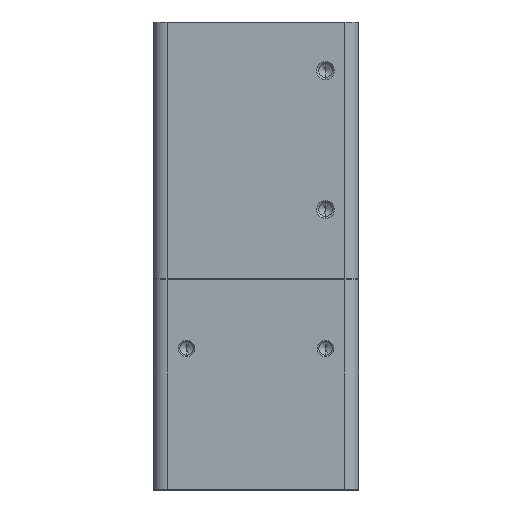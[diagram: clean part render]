
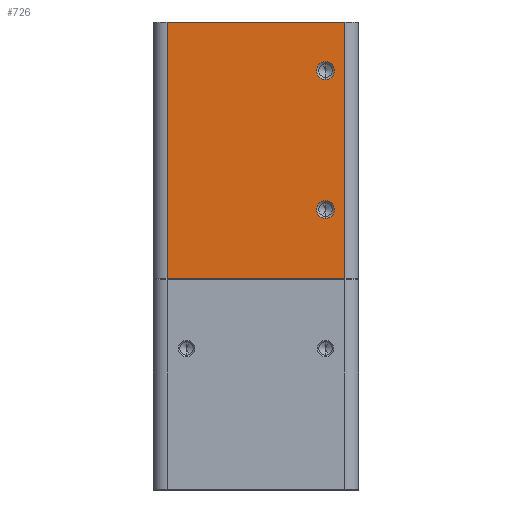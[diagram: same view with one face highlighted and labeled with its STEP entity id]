
A CAD part, front view. The second image highlights one B-rep face of the part: STEP entity #726.
In plain terms, the highlighted planar face has unit normal (0, -1, 0).
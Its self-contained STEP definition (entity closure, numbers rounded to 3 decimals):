
#510 = CARTESIAN_POINT ( 'NONE',  ( 25.4, -37.5, -19.05 ) ) ;
#726 = ADVANCED_FACE ( 'NONE', ( #11576, #16413, #6264 ), #25917, .T. ) ;
#820 = DIRECTION ( 'NONE',  ( 0., -1., 0. ) ) ;
#822 = CARTESIAN_POINT ( 'NONE',  ( -37.5, -37.5, -91.8 ) ) ;
#1147 = DIRECTION ( 'NONE',  ( 0., 0., -1. ) ) ;
#1476 = VERTEX_POINT ( 'NONE', #510 ) ;
#1763 = VECTOR ( 'NONE', #30479, 1000. ) ;
#1788 = VERTEX_POINT ( 'NONE', #27404 ) ;
#2439 = AXIS2_PLACEMENT_3D ( 'NONE', #24825, #5007, #26936 ) ;
#2596 = EDGE_CURVE ( 'NONE', #23305, #31777, #22906, .T. ) ;
#3947 = CARTESIAN_POINT ( 'NONE',  ( 32.5, -37.5, 1.8 ) ) ;
#4515 = CARTESIAN_POINT ( 'NONE',  ( 25.4, -37.5, -63.35 ) ) ;
#5007 = DIRECTION ( 'NONE',  ( 0., -1., 0. ) ) ;
#5085 = ORIENTED_EDGE ( 'NONE', *, *, #28005, .T. ) ;
#5525 = CIRCLE ( 'NONE', #2439, 3.25 ) ;
#5579 = VECTOR ( 'NONE', #11375, 1000. ) ;
#6264 = FACE_OUTER_BOUND ( 'NONE', #13608, .T. ) ;
#6353 = CARTESIAN_POINT ( 'NONE',  ( 32.5, -37.5, -89. ) ) ;
#6732 = DIRECTION ( 'NONE',  ( 0., -1., 0. ) ) ;
#6933 = CARTESIAN_POINT ( 'NONE',  ( 25.4, -37.5, -15.8 ) ) ;
#9125 = CARTESIAN_POINT ( 'NONE',  ( -32.5, -37.5, 1.8 ) ) ;
#9144 = EDGE_CURVE ( 'NONE', #25693, #30969, #19806, .T. ) ;
#9744 = VECTOR ( 'NONE', #16186, 1000. ) ;
#10141 = CARTESIAN_POINT ( 'NONE',  ( -32.5, -37.5, -91.8 ) ) ;
#10218 = ORIENTED_EDGE ( 'NONE', *, *, #9144, .F. ) ;
#11375 = DIRECTION ( 'NONE',  ( 0., 0., -1. ) ) ;
#11497 = ORIENTED_EDGE ( 'NONE', *, *, #30015, .T. ) ;
#11576 = FACE_BOUND ( 'NONE', #14988, .T. ) ;
#12529 = DIRECTION ( 'NONE',  ( 0., 0., -1. ) ) ;
#13608 = EDGE_LOOP ( 'NONE', ( #11497, #5085, #15206, #28370 ) ) ;
#13791 = CARTESIAN_POINT ( 'NONE',  ( -32.5, -37.5, -89. ) ) ;
#14329 = DIRECTION ( 'NONE',  ( -1., 0., 0. ) ) ;
#14808 = ORIENTED_EDGE ( 'NONE', *, *, #25932, .F. ) ;
#14988 = EDGE_LOOP ( 'NONE', ( #10218, #14808 ) ) ;
#15206 = ORIENTED_EDGE ( 'NONE', *, *, #27103, .T. ) ;
#15857 = ORIENTED_EDGE ( 'NONE', *, *, #23116, .F. ) ;
#16168 = CARTESIAN_POINT ( 'NONE',  ( 32.5, -37.5, -91.8 ) ) ;
#16186 = DIRECTION ( 'NONE',  ( 0., 0., 1. ) ) ;
#16413 = FACE_BOUND ( 'NONE', #21409, .T. ) ;
#18275 = ORIENTED_EDGE ( 'NONE', *, *, #20061, .F. ) ;
#18614 = LINE ( 'NONE', #6353, #9744 ) ;
#18980 = DIRECTION ( 'NONE',  ( 0., 0., -1. ) ) ;
#19184 = DIRECTION ( 'NONE',  ( 0., 0., -1. ) ) ;
#19307 = CARTESIAN_POINT ( 'NONE',  ( -37.5, -37.5, 1.8 ) ) ;
#19806 = CIRCLE ( 'NONE', #27047, 3.25 ) ;
#20054 = VERTEX_POINT ( 'NONE', #9125 ) ;
#20061 = EDGE_CURVE ( 'NONE', #1788, #1476, #30694, .T. ) ;
#20077 = CIRCLE ( 'NONE', #23187, 3.25 ) ;
#20800 = CARTESIAN_POINT ( 'NONE',  ( 25.4, -37.5, -66.6 ) ) ;
#21409 = EDGE_LOOP ( 'NONE', ( #15857, #18275 ) ) ;
#22906 = LINE ( 'NONE', #822, #1763 ) ;
#23116 = EDGE_CURVE ( 'NONE', #1476, #1788, #20077, .T. ) ;
#23187 = AXIS2_PLACEMENT_3D ( 'NONE', #6933, #29172, #19184 ) ;
#23305 = VERTEX_POINT ( 'NONE', #10141 ) ;
#23606 = LINE ( 'NONE', #13791, #5579 ) ;
#23657 = CARTESIAN_POINT ( 'NONE',  ( -37.5, -37.5, -89. ) ) ;
#23957 = CARTESIAN_POINT ( 'NONE',  ( 25.4, -37.5, -15.8 ) ) ;
#24825 = CARTESIAN_POINT ( 'NONE',  ( 25.4, -37.5, -66.6 ) ) ;
#25537 = AXIS2_PLACEMENT_3D ( 'NONE', #23957, #6732, #18980 ) ;
#25693 = VERTEX_POINT ( 'NONE', #30903 ) ;
#25917 = PLANE ( 'NONE',  #28990 ) ;
#25932 = EDGE_CURVE ( 'NONE', #30969, #25693, #5525, .T. ) ;
#26246 = DIRECTION ( 'NONE',  ( 0., -1., 0. ) ) ;
#26936 = DIRECTION ( 'NONE',  ( 0., 0., -1. ) ) ;
#27047 = AXIS2_PLACEMENT_3D ( 'NONE', #20800, #820, #1147 ) ;
#27098 = VERTEX_POINT ( 'NONE', #3947 ) ;
#27103 = EDGE_CURVE ( 'NONE', #20054, #23305, #23606, .T. ) ;
#27378 = LINE ( 'NONE', #19307, #31376 ) ;
#27404 = CARTESIAN_POINT ( 'NONE',  ( 25.4, -37.5, -12.55 ) ) ;
#28005 = EDGE_CURVE ( 'NONE', #27098, #20054, #27378, .T. ) ;
#28370 = ORIENTED_EDGE ( 'NONE', *, *, #2596, .T. ) ;
#28990 = AXIS2_PLACEMENT_3D ( 'NONE', #23657, #26246, #12529 ) ;
#29172 = DIRECTION ( 'NONE',  ( 0., -1., 0. ) ) ;
#30015 = EDGE_CURVE ( 'NONE', #31777, #27098, #18614, .T. ) ;
#30479 = DIRECTION ( 'NONE',  ( 1., 0., 0. ) ) ;
#30694 = CIRCLE ( 'NONE', #25537, 3.25 ) ;
#30903 = CARTESIAN_POINT ( 'NONE',  ( 25.4, -37.5, -69.85 ) ) ;
#30969 = VERTEX_POINT ( 'NONE', #4515 ) ;
#31376 = VECTOR ( 'NONE', #14329, 1000. ) ;
#31777 = VERTEX_POINT ( 'NONE', #16168 ) ;
